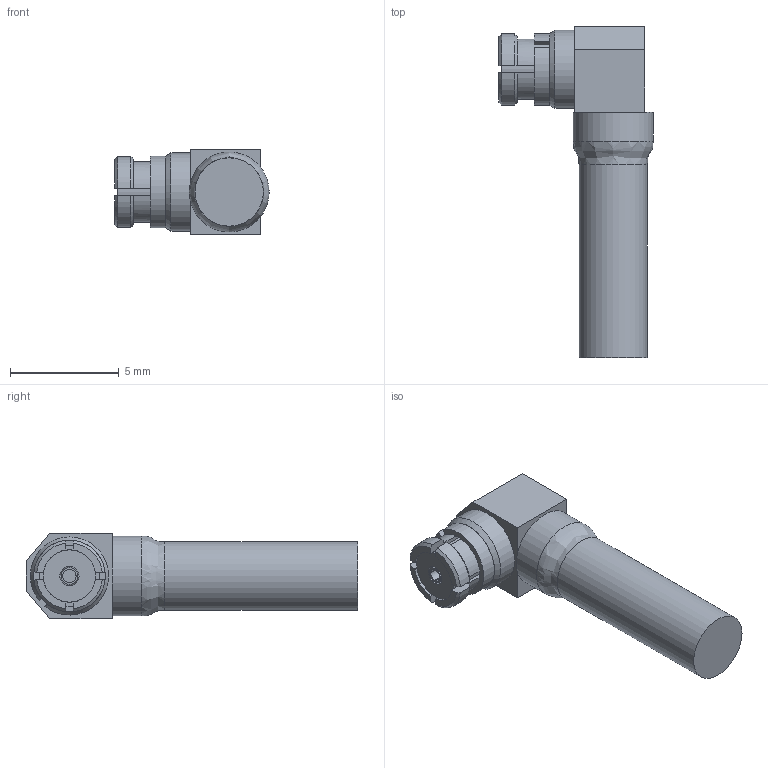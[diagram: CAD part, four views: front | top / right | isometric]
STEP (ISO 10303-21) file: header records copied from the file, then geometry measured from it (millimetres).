
FILE_DESCRIPTION (( 'STEP AP203' ), '1' );
FILE_NAME ('SC5233_3D.step', '2023-01-17T19:38:19', ( '' ), ( '' ), 'SwSTEP 2.0', 'SolidWorks 2022', '' );
FILE_SCHEMA (( 'CONFIG_CONTROL_DESIGN' ));
Length unit declared in the file: inch
Products named in the file (1): SC5233_3D
Bounding box: 7.11 x 15.26 x 3.96 mm (x, y, z)
Volume: 168 mm3; surface area: 381.8 mm2
Topology: 5 solids, 5 shells, 93 faces, 248 edges, 164 vertices
Faces by surface type: plane 55, cylinder 24, cone 13, bspline 1
Full cylindrical faces by diameter (mm): 0.381 x1, 0.61 x1, 0.762 x2, 0.889 x2, 2.413 x3, 2.79 x1, 2.921 x1, 3.15 x1, 3.683 x1
Entity records: 3229 total; most frequent: CARTESIAN_POINT 1005, ORIENTED_EDGE 446, DIRECTION 421, EDGE_CURVE 223, AXIS2_PLACEMENT_3D 161, VERTEX_POINT 155, EDGE_LOOP 118, FACE_OUTER_BOUND 107
